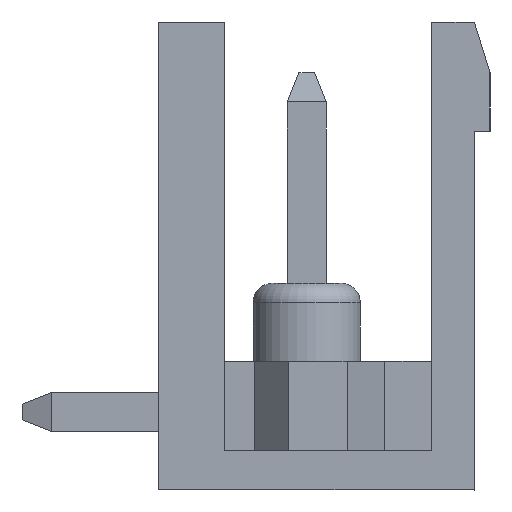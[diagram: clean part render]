
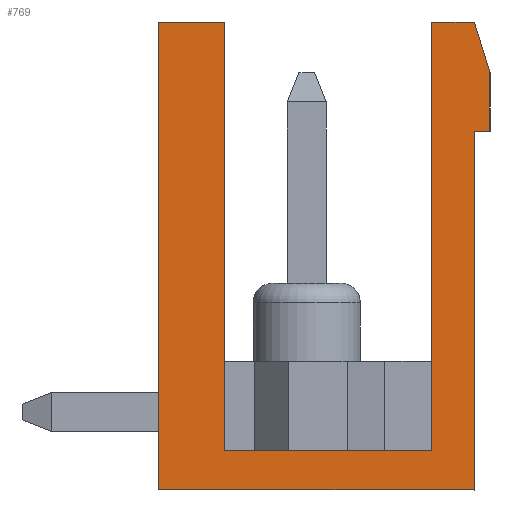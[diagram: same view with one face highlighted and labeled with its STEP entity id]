
A CAD part, left-side view. The second image highlights one B-rep face of the part: STEP entity #769.
In plain terms, the highlighted planar face has unit normal (-1, 0, 0).
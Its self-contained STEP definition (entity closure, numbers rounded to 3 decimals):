
#769 = ADVANCED_FACE( '', ( #1611 ), #1612, .F. );
#1611 = FACE_OUTER_BOUND( '', #2545, .T. );
#1612 = PLANE( '', #2546 );
#2545 = EDGE_LOOP( '', ( #4601, #4602, #4603, #4604, #4605, #4606, #4607, #4608, #4609, #4610, #4611 ) );
#2546 = AXIS2_PLACEMENT_3D( '', #4612, #4613, #4614 );
#4601 = ORIENTED_EDGE( '', *, *, #6634, .T. );
#4602 = ORIENTED_EDGE( '', *, *, #6635, .F. );
#4603 = ORIENTED_EDGE( '', *, *, #6007, .F. );
#4604 = ORIENTED_EDGE( '', *, *, #6636, .F. );
#4605 = ORIENTED_EDGE( '', *, *, #5811, .T. );
#4606 = ORIENTED_EDGE( '', *, *, #6497, .F. );
#4607 = ORIENTED_EDGE( '', *, *, #6637, .F. );
#4608 = ORIENTED_EDGE( '', *, *, #6638, .F. );
#4609 = ORIENTED_EDGE( '', *, *, #6420, .T. );
#4610 = ORIENTED_EDGE( '', *, *, #6639, .T. );
#4611 = ORIENTED_EDGE( '', *, *, #6640, .F. );
#4612 = CARTESIAN_POINT( '', ( -20.32, 0., 0. ) );
#4613 = DIRECTION( '', ( 1., 0., 0. ) );
#4614 = DIRECTION( '', ( 0., 0., -1. ) );
#5811 = EDGE_CURVE( '', #6970, #6968, #6971, .T. );
#6007 = EDGE_CURVE( '', #7326, #7328, #7329, .T. );
#6420 = EDGE_CURVE( '', #7984, #7985, #7986, .T. );
#6497 = EDGE_CURVE( '', #8091, #6968, #8092, .T. );
#6634 = EDGE_CURVE( '', #8275, #8276, #8277, .T. );
#6635 = EDGE_CURVE( '', #7328, #8276, #8278, .T. );
#6636 = EDGE_CURVE( '', #6970, #7326, #8279, .T. );
#6637 = EDGE_CURVE( '', #8280, #8091, #8281, .T. );
#6638 = EDGE_CURVE( '', #7984, #8280, #8282, .T. );
#6639 = EDGE_CURVE( '', #7985, #8283, #8284, .T. );
#6640 = EDGE_CURVE( '', #8275, #8283, #8285, .T. );
#6968 = VERTEX_POINT( '', #8675 );
#6970 = VERTEX_POINT( '', #8678 );
#6971 = LINE( '', #8679, #8680 );
#7326 = VERTEX_POINT( '', #9200 );
#7328 = VERTEX_POINT( '', #9203 );
#7329 = LINE( '', #9204, #9205 );
#7984 = VERTEX_POINT( '', #10165 );
#7985 = VERTEX_POINT( '', #10166 );
#7986 = LINE( '', #10167, #10168 );
#8091 = VERTEX_POINT( '', #10321 );
#8092 = LINE( '', #10322, #10323 );
#8275 = VERTEX_POINT( '', #10593 );
#8276 = VERTEX_POINT( '', #10594 );
#8277 = LINE( '', #10595, #10596 );
#8278 = LINE( '', #10597, #10598 );
#8279 = LINE( '', #10599, #10600 );
#8280 = VERTEX_POINT( '', #10601 );
#8281 = LINE( '', #10602, #10603 );
#8282 = LINE( '', #10604, #10605 );
#8283 = VERTEX_POINT( '', #10606 );
#8284 = LINE( '', #10607, #10608 );
#8285 = LINE( '', #10609, #10610 );
#8675 = CARTESIAN_POINT( '', ( -20.32, 2.35, 6. ) );
#8678 = CARTESIAN_POINT( '', ( -20.32, 2.35, -5. ) );
#8679 = CARTESIAN_POINT( '', ( -20.32, 2.35, -5. ) );
#8680 = VECTOR( '', #11054, 1000. );
#9200 = CARTESIAN_POINT( '', ( -20.32, -2.95, -5. ) );
#9203 = CARTESIAN_POINT( '', ( -20.32, -2.95, 6. ) );
#9204 = CARTESIAN_POINT( '', ( -20.32, -2.95, -5. ) );
#9205 = VECTOR( '', #11245, 1000. );
#10165 = CARTESIAN_POINT( '', ( -20.32, -4.05, -6. ) );
#10166 = CARTESIAN_POINT( '', ( -20.32, -4.05, 3.2 ) );
#10167 = CARTESIAN_POINT( '', ( -20.32, -4.05, -6. ) );
#10168 = VECTOR( '', #11623, 1000. );
#10321 = CARTESIAN_POINT( '', ( -20.32, 4.05, 6. ) );
#10322 = CARTESIAN_POINT( '', ( -20.32, 4.05, 6. ) );
#10323 = VECTOR( '', #11690, 1000. );
#10593 = CARTESIAN_POINT( '', ( -20.32, -4.45, 4.7 ) );
#10594 = CARTESIAN_POINT( '', ( -20.32, -4.05, 6. ) );
#10595 = CARTESIAN_POINT( '', ( -20.32, -4.45, 4.7 ) );
#10596 = VECTOR( '', #11805, 1000. );
#10597 = CARTESIAN_POINT( '', ( -20.32, 4.05, 6. ) );
#10598 = VECTOR( '', #11806, 1000. );
#10599 = CARTESIAN_POINT( '', ( -20.32, 2.35, -5. ) );
#10600 = VECTOR( '', #11807, 1000. );
#10601 = CARTESIAN_POINT( '', ( -20.32, 4.05, -6. ) );
#10602 = CARTESIAN_POINT( '', ( -20.32, 4.05, -6. ) );
#10603 = VECTOR( '', #11808, 1000. );
#10604 = CARTESIAN_POINT( '', ( -20.32, -4.45, -6. ) );
#10605 = VECTOR( '', #11809, 1000. );
#10606 = CARTESIAN_POINT( '', ( -20.32, -4.45, 3.2 ) );
#10607 = CARTESIAN_POINT( '', ( -20.32, -4.05, 3.2 ) );
#10608 = VECTOR( '', #11810, 1000. );
#10609 = CARTESIAN_POINT( '', ( -20.32, -4.45, 6. ) );
#10610 = VECTOR( '', #11811, 1000. );
#11054 = DIRECTION( '', ( 0., 0., 1. ) );
#11245 = DIRECTION( '', ( 0., 0., 1. ) );
#11623 = DIRECTION( '', ( 0., 0., 1. ) );
#11690 = DIRECTION( '', ( 0., -1., 0. ) );
#11805 = DIRECTION( '', ( 0., 0.294, 0.956 ) );
#11806 = DIRECTION( '', ( 0., -1., 0. ) );
#11807 = DIRECTION( '', ( 0., -1., 0. ) );
#11808 = DIRECTION( '', ( 0., 0., 1. ) );
#11809 = DIRECTION( '', ( 0., 1., 0. ) );
#11810 = DIRECTION( '', ( 0., -1., 0. ) );
#11811 = DIRECTION( '', ( 0., 0., -1. ) );
